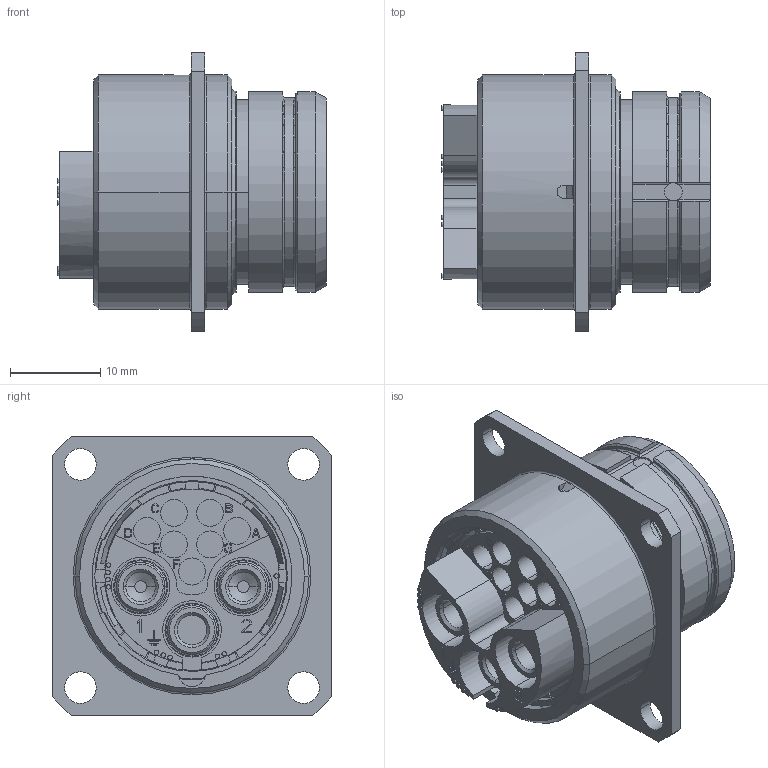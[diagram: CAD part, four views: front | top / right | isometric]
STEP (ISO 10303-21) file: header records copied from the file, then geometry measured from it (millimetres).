
FILE_DESCRIPTION((''),'2;1');
FILE_NAME('1331E410MS','2024-08-22T15:55:28',('paultorloting'),('NET AG system integration'),'CREO PARAMETRIC BY PTC INC, 2021404','CREO PARAMETRIC BY PTC INC, 2021404','');
FILE_SCHEMA(('AUTOMOTIVE_DESIGN { 1 0 10303 214 1 1 1 1 }'));
Length unit declared in the file: millimetre
Products named in the file (1): 1331E410MS
Bounding box: 29.8 x 31 x 31 mm (x, y, z)
Volume: 9812 mm3; surface area: 9214.2 mm2
Topology: 1 solids, 1 shells, 965 faces, 2503 edges, 1644 vertices
Faces by surface type: plane 681, cylinder 186, cone 48, torus 30, bspline 20
Entity records: 36874 total; most frequent: CARTESIAN_POINT 5914, ORIENTED_EDGE 5006, DIRECTION 4978, EDGE_CURVE 2503, VECTOR 1861, LINE 1861, VERTEX_POINT 1644, AXIS2_PLACEMENT_3D 1557
